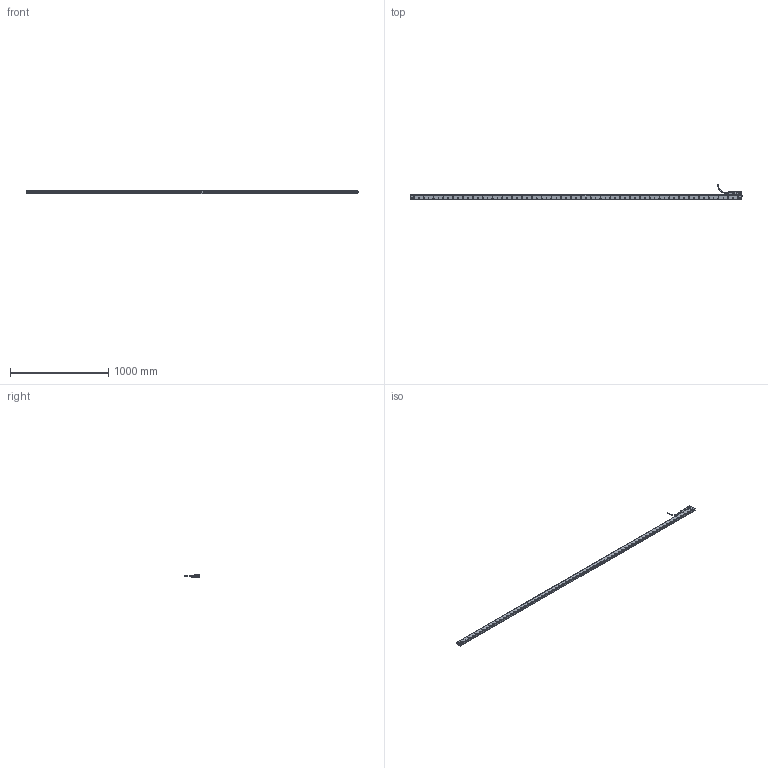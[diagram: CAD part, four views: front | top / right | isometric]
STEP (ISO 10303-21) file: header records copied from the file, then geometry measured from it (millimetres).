
FILE_DESCRIPTION(('CATIA V5 STEP'),'2;1');
FILE_NAME('SR67A-324-R.stp','2013-12-03T04:23:54+00:00',('none'),('none'),'CATIA Version 5 Release 19 SP 6 (IN-10)','CATIA V5 STEP AP214','none');
FILE_SCHEMA(('AUTOMOTIVE_DESIGN { 1 0 10303 214 1 1 1 1 }'));
Products named in the file (1): SR67A-324-R
Bounding box: 3379.5 x 153.8 x 31.5 mm (x, y, z)
Volume: 4380277.9 mm3; surface area: 692356.3 mm2
Topology: 1 solids, 313 shells, 7918 faces, 21227 edges, 14117 vertices
Faces by surface type: plane 3457, cylinder 3209, cone 840, torus 325, sphere 43, bspline 33, extrusion 11
Entity records: 237901 total; most frequent: CARTESIAN_POINT 50636, ORIENTED_EDGE 42094, DIRECTION 31459, EDGE_CURVE 21047, AXIS2_PLACEMENT_3D 14992, VERTEX_POINT 14113, VECTOR 10678, LINE 10667
